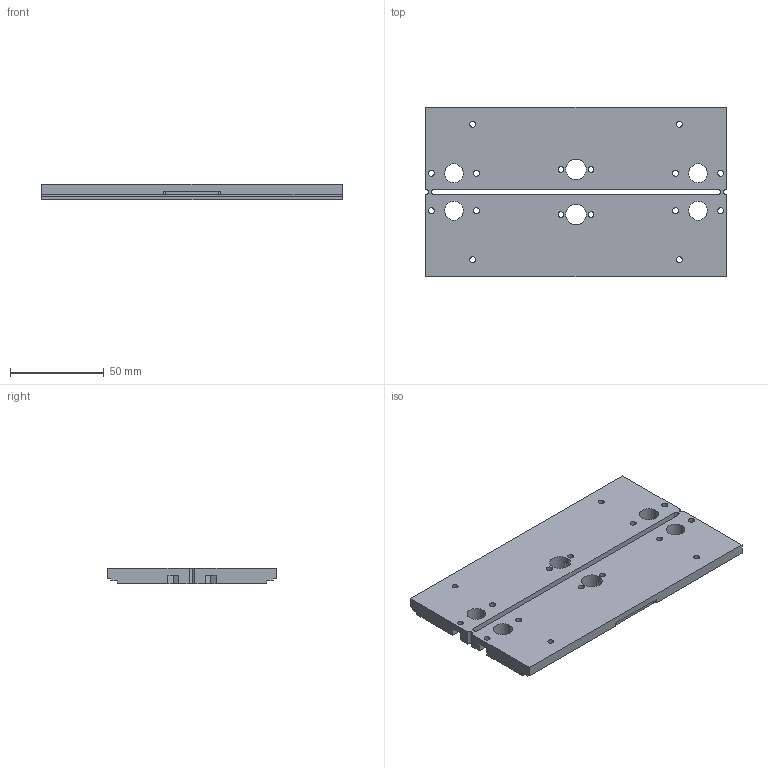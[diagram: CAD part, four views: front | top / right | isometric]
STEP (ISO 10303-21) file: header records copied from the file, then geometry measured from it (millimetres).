
FILE_DESCRIPTION (( 'STEP AP214' ), '1' );
FILE_NAME ('CNC加工件-嘉立创_定制150mm_one_LMH-8UU_加长.STEP', '2025-08-28T21:48:50', ( '' ), ( '' ), 'SwSTEP 2.0', 'SolidWorks 2018', '' );
FILE_SCHEMA (( 'AUTOMOTIVE_DESIGN' ));
Length unit declared in the file: millimetre
Products named in the file (1): CNC加工件-嘉立创_定制150mm_one_LMH-8UU_加长
Bounding box: 160 x 90 x 8 mm (x, y, z)
Volume: 102126.7 mm3; surface area: 36156.2 mm2
Topology: 1 solids, 1 shells, 152 faces, 438 edges, 292 vertices
Faces by surface type: plane 98, cylinder 54
Entity records: 5124 total; most frequent: CARTESIAN_POINT 883, ORIENTED_EDGE 876, DIRECTION 860, EDGE_CURVE 438, LINE 322, VECTOR 322, VERTEX_POINT 292, AXIS2_PLACEMENT_3D 269
